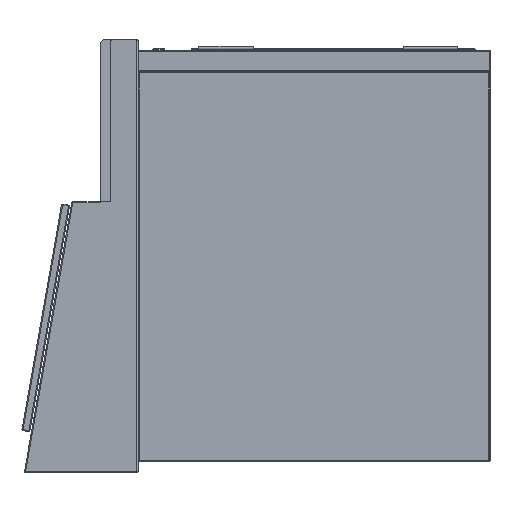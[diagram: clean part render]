
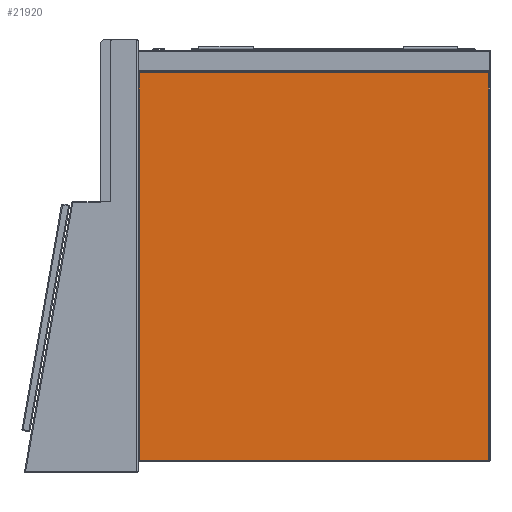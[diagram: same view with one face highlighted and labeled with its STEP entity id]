
A CAD part, left-side view. The second image highlights one B-rep face of the part: STEP entity #21920.
In plain terms, the highlighted planar face has unit normal (-1, 0, 0).
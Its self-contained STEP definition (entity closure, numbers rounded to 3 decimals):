
#1334 = FACE_OUTER_BOUND ( 'NONE', #10617, .T. ) ;
#1657 = ORIENTED_EDGE ( 'NONE', *, *, #4478, .T. ) ;
#3200 = VECTOR ( 'NONE', #26636, 1000. ) ;
#3629 = PLANE ( 'NONE',  #22633 ) ;
#4478 = EDGE_CURVE ( 'NONE', #27485, #36998, #39309, .T. ) ;
#5930 = VECTOR ( 'NONE', #40462, 1000. ) ;
#8250 = EDGE_CURVE ( 'NONE', #36998, #25981, #24182, .T. ) ;
#8599 = ORIENTED_EDGE ( 'NONE', *, *, #18962, .T. ) ;
#9893 = DIRECTION ( 'NONE',  ( 0., 0., 1. ) ) ;
#10461 = ORIENTED_EDGE ( 'NONE', *, *, #14431, .T. ) ;
#10617 = EDGE_LOOP ( 'NONE', ( #34120, #10461, #8599, #1657 ) ) ;
#12717 = CARTESIAN_POINT ( 'NONE',  ( -880., -323., -42. ) ) ;
#13985 = DIRECTION ( 'NONE',  ( 0., 0., 1. ) ) ;
#14190 = CARTESIAN_POINT ( 'NONE',  ( -880., -323., -760. ) ) ;
#14431 = EDGE_CURVE ( 'NONE', #25981, #23838, #30687, .T. ) ;
#18962 = EDGE_CURVE ( 'NONE', #23838, #27485, #39320, .T. ) ;
#20807 = CARTESIAN_POINT ( 'NONE',  ( -880., -325., -758. ) ) ;
#21920 = ADVANCED_FACE ( 'Fl�che7', ( #1334 ), #3629, .T. ) ;
#22633 = AXIS2_PLACEMENT_3D ( 'NONE', #25697, #38378, #9893 ) ;
#23723 = CARTESIAN_POINT ( 'NONE',  ( -880., 323., -760. ) ) ;
#23838 = VERTEX_POINT ( 'NONE', #36450 ) ;
#24182 = LINE ( 'NONE', #14190, #37555 ) ;
#25697 = CARTESIAN_POINT ( 'NONE',  ( -880., -325., -760. ) ) ;
#25981 = VERTEX_POINT ( 'NONE', #12717 ) ;
#26636 = DIRECTION ( 'NONE',  ( 0., 0., -1. ) ) ;
#26965 = VECTOR ( 'NONE', #36186, 1000. ) ;
#27485 = VERTEX_POINT ( 'NONE', #34913 ) ;
#27772 = CARTESIAN_POINT ( 'NONE',  ( -880., 325., -42. ) ) ;
#30687 = LINE ( 'NONE', #27772, #5930 ) ;
#34120 = ORIENTED_EDGE ( 'NONE', *, *, #8250, .T. ) ;
#34913 = CARTESIAN_POINT ( 'NONE',  ( -880., 323., -758. ) ) ;
#36186 = DIRECTION ( 'NONE',  ( 0., -1., 0. ) ) ;
#36450 = CARTESIAN_POINT ( 'NONE',  ( -880., 323., -42. ) ) ;
#36998 = VERTEX_POINT ( 'NONE', #37168 ) ;
#37168 = CARTESIAN_POINT ( 'NONE',  ( -880., -323., -758. ) ) ;
#37555 = VECTOR ( 'NONE', #13985, 1000. ) ;
#38378 = DIRECTION ( 'NONE',  ( -1., 0., 0. ) ) ;
#39309 = LINE ( 'NONE', #20807, #26965 ) ;
#39320 = LINE ( 'NONE', #23723, #3200 ) ;
#40462 = DIRECTION ( 'NONE',  ( 0., 1., 0. ) ) ;
